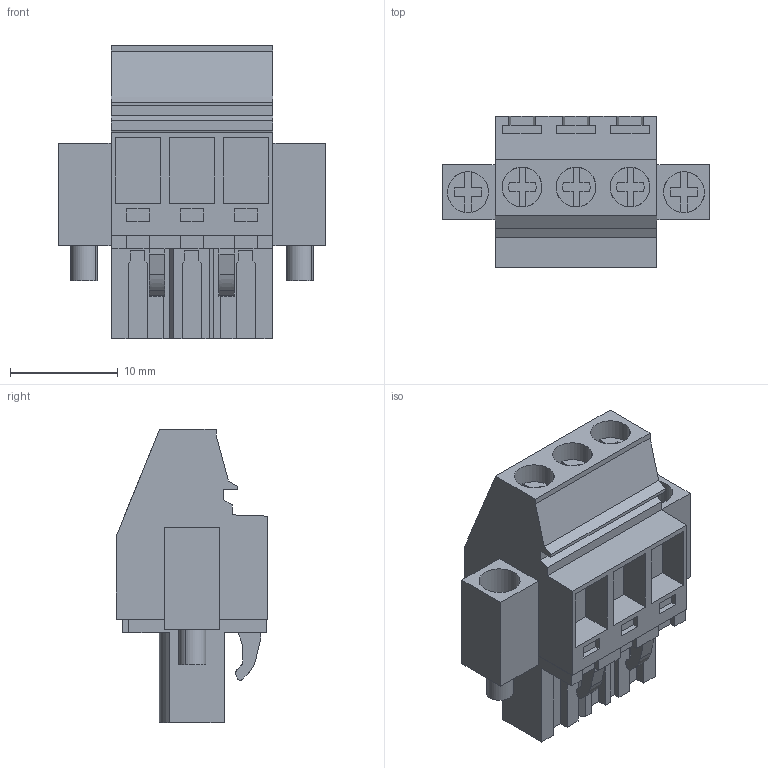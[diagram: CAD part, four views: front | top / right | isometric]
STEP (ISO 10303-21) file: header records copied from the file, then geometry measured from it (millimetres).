
FILE_DESCRIPTION(('CATIA V5 STEP Exchange','CAx-IF Rec.Pracs.--- Model Styling and Organization---1.2---2011-12-15'),'2;1');
FILE_NAME ('D1460506_0_1960720000_1960720000.stp','2017-09-20T17:03:51+00:00',('none'),('Weidmueller'),'CATIA Version 5-6 Release 2014','CATIA V5 STEP AP214','none');
FILE_SCHEMA(('AUTOMOTIVE_DESIGN { 1 0 10303 214 1 1 1 1 }'));
Length unit declared in the file: millimetre
Products named in the file (1): 1960720000
Bounding box: 24.8 x 14.05 x 27.2 mm (x, y, z)
Volume: 3832.6 mm3; surface area: 3136 mm2
Topology: 6 solids, 6 shells, 297 faces, 788 edges, 522 vertices
Faces by surface type: plane 242, cylinder 45, extrusion 10
Entity records: 8847 total; most frequent: CARTESIAN_POINT 1744, ORIENTED_EDGE 1576, DIRECTION 1211, EDGE_CURVE 788, VECTOR 653, LINE 643, VERTEX_POINT 522, AXIS2_PLACEMENT_3D 335
